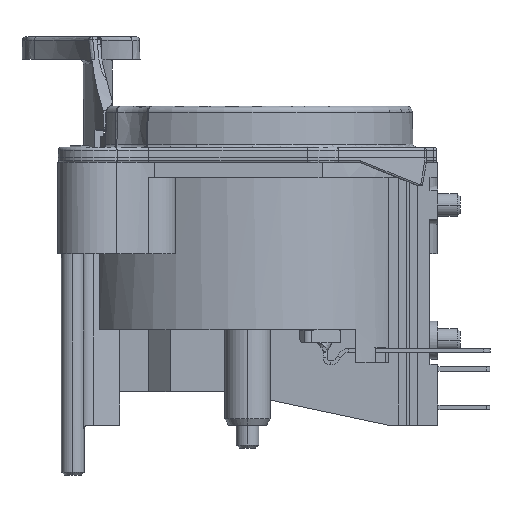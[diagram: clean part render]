
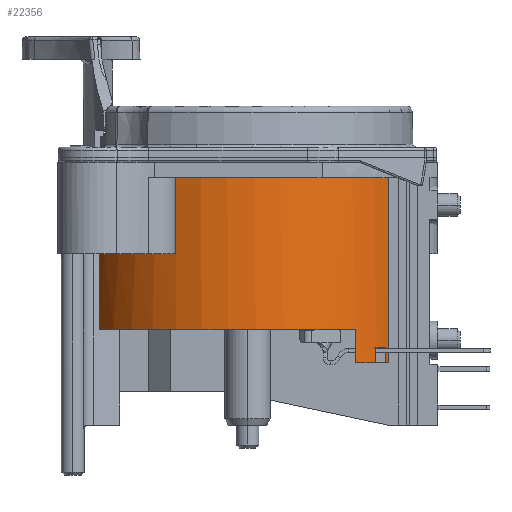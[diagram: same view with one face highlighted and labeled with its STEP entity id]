
A CAD part, left-side view. The second image highlights one B-rep face of the part: STEP entity #22356.
In plain terms, the highlighted cylindrical face has radius 11 mm (diameter 22 mm), a partial arc.
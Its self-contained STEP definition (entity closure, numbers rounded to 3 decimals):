
#1157=CARTESIAN_POINT('',(0.,0.,-7.));
#1158=DIRECTION('',(0.,0.,-1.));
#1159=DIRECTION('',(-0.903,0.43,0.));
#1160=AXIS2_PLACEMENT_3D('',#1157,#1158,#1159);
#1309=CARTESIAN_POINT('',(0.,0.,-12.));
#1310=DIRECTION('',(0.,0.,-1.));
#1311=DIRECTION('',(-0.764,-0.645,0.));
#1312=AXIS2_PLACEMENT_3D('',#1309,#1310,#1311);
#1486=DIRECTION('',(0.,0.,1.));
#1487=VECTOR('',#1486,10.);
#1488=CARTESIAN_POINT('',(-5.059,9.768,-12.));
#1489=LINE('',#1488,#1487);
#1490=DIRECTION('',(0.,0.,-1.));
#1491=VECTOR('',#1490,5.);
#1492=CARTESIAN_POINT('',(-9.933,4.727,-2.));
#1493=LINE('',#1492,#1491);
#1494=DIRECTION('',(0.,0.,-1.));
#1495=VECTOR('',#1494,0.25);
#1496=CARTESIAN_POINT('',(-6.2,-9.086,-13.25));
#1497=LINE('',#1496,#1495);
#1605=CARTESIAN_POINT('',(0.,0.,-2.));
#1606=DIRECTION('',(0.,0.,1.));
#1607=DIRECTION('',(-0.46,0.888,0.));
#1608=AXIS2_PLACEMENT_3D('',#1605,#1606,#1607);
#1651=CARTESIAN_POINT('',(0.,0.,-2.));
#1652=DIRECTION('',(0.,0.,-1.));
#1653=DIRECTION('',(-0.536,-0.844,0.));
#1654=AXIS2_PLACEMENT_3D('',#1651,#1652,#1653);
#2025=DIRECTION('',(0.,0.,1.));
#2026=VECTOR('',#2025,12.2);
#2027=CARTESIAN_POINT('',(-5.9,-9.284,-14.2));
#2028=LINE('',#2027,#2026);
#2288=DIRECTION('',(0.,0.,-1.));
#2289=VECTOR('',#2288,0.05);
#2290=CARTESIAN_POINT('',(-6.2,-9.086,-13.2));
#2291=LINE('',#2290,#2289);
#2296=DIRECTION('',(0.,0.,-1.));
#2297=VECTOR('',#2296,0.7);
#2298=CARTESIAN_POINT('',(-6.2,-9.086,-13.5));
#2299=LINE('',#2298,#2297);
#15429=DIRECTION('',(0.,0.,1.));
#15430=VECTOR('',#15429,5.);
#15431=CARTESIAN_POINT('',(-5.656,9.435,-7.));
#15432=LINE('',#15431,#15430);
#15549=DIRECTION('',(0.,0.,-1.));
#15550=VECTOR('',#15549,1.);
#15551=CARTESIAN_POINT('',(-7.05,-8.444,-13.2));
#15552=LINE('',#15551,#15550);
#15721=DIRECTION('',(0.,0.,-1.));
#15722=VECTOR('',#15721,2.2);
#15723=CARTESIAN_POINT('',(-8.402,-7.1,-12.));
#15724=LINE('',#15723,#15722);
#15761=CARTESIAN_POINT('',(0.,0.,-14.2));
#15762=DIRECTION('',(0.,0.,-1.));
#15763=DIRECTION('',(-0.641,-0.768,0.));
#15764=AXIS2_PLACEMENT_3D('',#15761,#15762,#15763);
#15790=CARTESIAN_POINT('',(0.,0.,-13.2));
#15791=DIRECTION('',(0.,0.,-1.));
#15792=DIRECTION('',(-0.564,-0.826,0.));
#15793=AXIS2_PLACEMENT_3D('',#15790,#15791,#15792);
#15815=CARTESIAN_POINT('',(0.,0.,-14.2));
#15816=DIRECTION('',(0.,0.,-1.));
#15817=DIRECTION('',(-0.536,-0.844,0.));
#15818=AXIS2_PLACEMENT_3D('',#15815,#15816,#15817);
#17304=CARTESIAN_POINT('',(-9.933,4.727,-2.));
#17306=VERTEX_POINT('',#17304);
#17318=CARTESIAN_POINT('',(-9.933,4.727,-7.));
#17319=VERTEX_POINT('',#17318);
#17322=CARTESIAN_POINT('',(-5.9,-9.284,-2.));
#17323=VERTEX_POINT('',#17322);
#17416=CARTESIAN_POINT('',(-5.059,9.768,-2.));
#17417=CARTESIAN_POINT('',(-5.656,9.435,-2.));
#17418=VERTEX_POINT('',#17416);
#17419=VERTEX_POINT('',#17417);
#17420=CARTESIAN_POINT('',(-5.656,9.435,-7.));
#17422=VERTEX_POINT('',#17420);
#17450=CARTESIAN_POINT('',(-5.059,9.768,-12.));
#17451=VERTEX_POINT('',#17450);
#17529=CARTESIAN_POINT('',(-8.402,-7.1,-12.));
#17530=VERTEX_POINT('',#17529);
#17535=CARTESIAN_POINT('',(-7.05,-8.444,-14.2));
#17536=CARTESIAN_POINT('',(-8.402,-7.1,-14.2));
#17537=VERTEX_POINT('',#17535);
#17538=VERTEX_POINT('',#17536);
#17539=CARTESIAN_POINT('',(-7.05,-8.444,-13.2));
#17540=VERTEX_POINT('',#17539);
#17545=CARTESIAN_POINT('',(-5.9,-9.284,-14.2));
#17546=VERTEX_POINT('',#17545);
#17547=CARTESIAN_POINT('',(-6.2,-9.086,-13.2));
#17548=VERTEX_POINT('',#17547);
#17551=CARTESIAN_POINT('',(-6.2,-9.086,-14.2));
#17552=VERTEX_POINT('',#17551);
#18631=CARTESIAN_POINT('',(-6.2,-9.086,-13.25));
#18632=CARTESIAN_POINT('',(-6.2,-9.086,-13.5));
#18633=VERTEX_POINT('',#18631);
#18634=VERTEX_POINT('',#18632);
#22319=CARTESIAN_POINT('',(0.,0.,-10.8));
#22320=DIRECTION('',(0.,0.,-1.));
#22321=DIRECTION('',(-1.,0.,0.));
#22322=AXIS2_PLACEMENT_3D('',#22319,#22320,#22321);
#22323=CYLINDRICAL_SURFACE('',#22322,11.);
#22325=ORIENTED_EDGE('',*,*,#22324,.F.);
#22327=ORIENTED_EDGE('',*,*,#22326,.T.);
#22329=ORIENTED_EDGE('',*,*,#22328,.T.);
#22331=ORIENTED_EDGE('',*,*,#22330,.T.);
#22333=ORIENTED_EDGE('',*,*,#22332,.F.);
#22334=ORIENTED_EDGE('',*,*,#22013,.T.);
#22336=ORIENTED_EDGE('',*,*,#22335,.T.);
#22338=ORIENTED_EDGE('',*,*,#22337,.T.);
#22340=ORIENTED_EDGE('',*,*,#22339,.F.);
#22341=ORIENTED_EDGE('',*,*,#21758,.F.);
#22343=ORIENTED_EDGE('',*,*,#22342,.F.);
#22345=ORIENTED_EDGE('',*,*,#22344,.F.);
#22347=ORIENTED_EDGE('',*,*,#22346,.F.);
#22349=ORIENTED_EDGE('',*,*,#22348,.T.);
#22351=ORIENTED_EDGE('',*,*,#22350,.F.);
#22353=ORIENTED_EDGE('',*,*,#22352,.F.);
#22354=EDGE_LOOP('',(#22325,#22327,#22329,#22331,#22333,#22334,#22336,#22338,
#22340,#22341,#22343,#22345,#22347,#22349,#22351,#22353));
#22355=FACE_OUTER_BOUND('',#22354,.F.);
#22356=ADVANCED_FACE('',(#22355),#22323,.T.);
#1161=CIRCLE('',#1160,11.);
#1313=CIRCLE('',#1312,11.);
#1609=CIRCLE('',#1608,11.);
#1655=CIRCLE('',#1654,11.);
#15765=CIRCLE('',#15764,11.);
#15794=CIRCLE('',#15793,11.);
#15819=CIRCLE('',#15818,11.);
#21758=EDGE_CURVE('',#17319,#17422,#1161,.T.);
#22013=EDGE_CURVE('',#17530,#17451,#1313,.T.);
#22324=EDGE_CURVE('',#17548,#18633,#2291,.T.);
#22326=EDGE_CURVE('',#17548,#17540,#15794,.T.);
#22328=EDGE_CURVE('',#17540,#17537,#15552,.T.);
#22330=EDGE_CURVE('',#17537,#17538,#15765,.T.);
#22332=EDGE_CURVE('',#17530,#17538,#15724,.T.);
#22335=EDGE_CURVE('',#17451,#17418,#1489,.T.);
#22337=EDGE_CURVE('',#17418,#17419,#1609,.T.);
#22339=EDGE_CURVE('',#17422,#17419,#15432,.T.);
#22342=EDGE_CURVE('',#17306,#17319,#1493,.T.);
#22344=EDGE_CURVE('',#17323,#17306,#1655,.T.);
#22346=EDGE_CURVE('',#17546,#17323,#2028,.T.);
#22348=EDGE_CURVE('',#17546,#17552,#15819,.T.);
#22350=EDGE_CURVE('',#18634,#17552,#2299,.T.);
#22352=EDGE_CURVE('',#18633,#18634,#1497,.T.);
